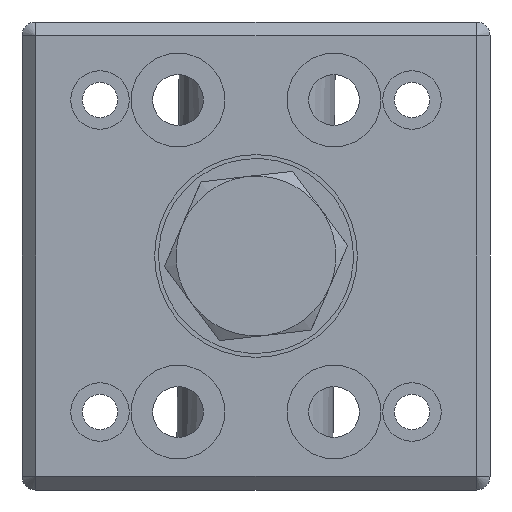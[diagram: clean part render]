
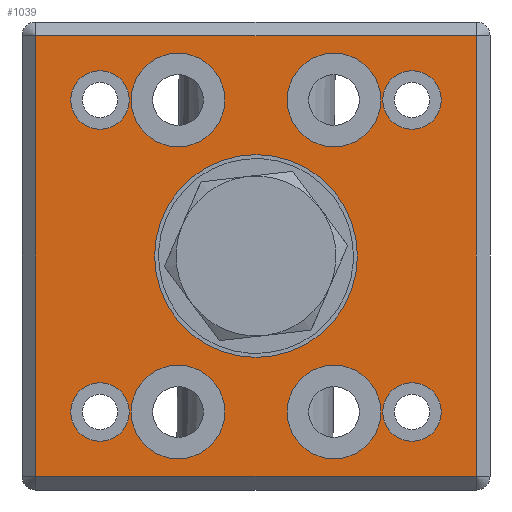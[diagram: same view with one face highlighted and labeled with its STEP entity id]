
A CAD part, front view. The second image highlights one B-rep face of the part: STEP entity #1039.
In plain terms, the highlighted face is planar.
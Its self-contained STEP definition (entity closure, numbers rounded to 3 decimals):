
#43=LINE('',#1813,#83);
#49=LINE('',#1829,#89);
#53=LINE('',#1836,#93);
#57=LINE('',#1847,#97);
#83=VECTOR('',#1347,113.);
#89=VECTOR('',#1363,113.);
#93=VECTOR('',#1369,113.);
#97=VECTOR('',#1383,113.);
#172=PLANE('',#1148);
#201=FACE_BOUND('',#380,.T.);
#202=FACE_BOUND('',#381,.T.);
#203=FACE_BOUND('',#382,.T.);
#204=FACE_BOUND('',#383,.T.);
#205=FACE_BOUND('',#384,.T.);
#206=FACE_BOUND('',#385,.T.);
#207=FACE_BOUND('',#386,.T.);
#208=FACE_BOUND('',#387,.T.);
#209=FACE_BOUND('',#388,.T.);
#288=FACE_OUTER_BOUND('',#379,.T.);
#379=EDGE_LOOP('',(#869,#870,#871,#872));
#380=EDGE_LOOP('',(#873));
#381=EDGE_LOOP('',(#874));
#382=EDGE_LOOP('',(#875));
#383=EDGE_LOOP('',(#876));
#384=EDGE_LOOP('',(#877));
#385=EDGE_LOOP('',(#878));
#386=EDGE_LOOP('',(#879));
#387=EDGE_LOOP('',(#880));
#388=EDGE_LOOP('',(#881));
#483=CIRCLE('',#1149,26.);
#484=CIRCLE('',#1150,7.5);
#485=CIRCLE('',#1151,7.5);
#486=CIRCLE('',#1152,7.5);
#487=CIRCLE('',#1153,7.5);
#488=CIRCLE('',#1154,12.);
#489=CIRCLE('',#1155,12.);
#490=CIRCLE('',#1156,12.);
#491=CIRCLE('',#1157,12.);
#557=VERTEX_POINT('',#1810);
#558=VERTEX_POINT('',#1812);
#563=VERTEX_POINT('',#1827);
#564=VERTEX_POINT('',#1832);
#573=VERTEX_POINT('',#1867);
#574=VERTEX_POINT('',#1869);
#575=VERTEX_POINT('',#1871);
#576=VERTEX_POINT('',#1873);
#577=VERTEX_POINT('',#1875);
#578=VERTEX_POINT('',#1877);
#579=VERTEX_POINT('',#1879);
#580=VERTEX_POINT('',#1881);
#581=VERTEX_POINT('',#1883);
#660=EDGE_CURVE('',#557,#558,#43,.T.);
#668=EDGE_CURVE('',#563,#557,#49,.T.);
#672=EDGE_CURVE('',#558,#564,#53,.T.);
#678=EDGE_CURVE('',#564,#563,#57,.T.);
#688=EDGE_CURVE('',#573,#573,#483,.T.);
#689=EDGE_CURVE('',#574,#574,#484,.T.);
#690=EDGE_CURVE('',#575,#575,#485,.T.);
#691=EDGE_CURVE('',#576,#576,#486,.T.);
#692=EDGE_CURVE('',#577,#577,#487,.T.);
#693=EDGE_CURVE('',#578,#578,#488,.T.);
#694=EDGE_CURVE('',#579,#579,#489,.T.);
#695=EDGE_CURVE('',#580,#580,#490,.T.);
#696=EDGE_CURVE('',#581,#581,#491,.T.);
#869=ORIENTED_EDGE('',*,*,#660,.F.);
#870=ORIENTED_EDGE('',*,*,#668,.F.);
#871=ORIENTED_EDGE('',*,*,#678,.F.);
#872=ORIENTED_EDGE('',*,*,#672,.F.);
#873=ORIENTED_EDGE('',*,*,#688,.T.);
#874=ORIENTED_EDGE('',*,*,#689,.T.);
#875=ORIENTED_EDGE('',*,*,#690,.T.);
#876=ORIENTED_EDGE('',*,*,#691,.T.);
#877=ORIENTED_EDGE('',*,*,#692,.T.);
#878=ORIENTED_EDGE('',*,*,#693,.T.);
#879=ORIENTED_EDGE('',*,*,#694,.T.);
#880=ORIENTED_EDGE('',*,*,#695,.T.);
#881=ORIENTED_EDGE('',*,*,#696,.T.);
#1039=ADVANCED_FACE('',(#288,#201,#202,#203,#204,#205,#206,#207,#208,#209),
#172,.T.);
#1148=AXIS2_PLACEMENT_3D('',#1866,#1403,#1404);
#1149=AXIS2_PLACEMENT_3D('',#1868,#1405,#1406);
#1150=AXIS2_PLACEMENT_3D('',#1870,#1407,#1408);
#1151=AXIS2_PLACEMENT_3D('',#1872,#1409,#1410);
#1152=AXIS2_PLACEMENT_3D('',#1874,#1411,#1412);
#1153=AXIS2_PLACEMENT_3D('',#1876,#1413,#1414);
#1154=AXIS2_PLACEMENT_3D('',#1878,#1415,#1416);
#1155=AXIS2_PLACEMENT_3D('',#1880,#1417,#1418);
#1156=AXIS2_PLACEMENT_3D('',#1882,#1419,#1420);
#1157=AXIS2_PLACEMENT_3D('',#1884,#1421,#1422);
#1347=DIRECTION('',(0.,1.,0.));
#1363=DIRECTION('',(-1.,0.,0.));
#1369=DIRECTION('',(1.,0.,0.));
#1383=DIRECTION('',(0.,-1.,0.));
#1403=DIRECTION('center_axis',(0.,0.,1.));
#1404=DIRECTION('ref_axis',(1.,0.,0.));
#1405=DIRECTION('center_axis',(0.,0.,-1.));
#1406=DIRECTION('ref_axis',(1.,0.,0.));
#1407=DIRECTION('center_axis',(0.,0.,-1.));
#1408=DIRECTION('ref_axis',(1.,0.,0.));
#1409=DIRECTION('center_axis',(0.,0.,-1.));
#1410=DIRECTION('ref_axis',(1.,0.,0.));
#1411=DIRECTION('center_axis',(0.,0.,-1.));
#1412=DIRECTION('ref_axis',(1.,0.,0.));
#1413=DIRECTION('center_axis',(0.,0.,-1.));
#1414=DIRECTION('ref_axis',(1.,0.,0.));
#1415=DIRECTION('center_axis',(0.,0.,-1.));
#1416=DIRECTION('ref_axis',(1.,0.,0.));
#1417=DIRECTION('center_axis',(0.,0.,-1.));
#1418=DIRECTION('ref_axis',(1.,0.,0.));
#1419=DIRECTION('center_axis',(0.,0.,-1.));
#1420=DIRECTION('ref_axis',(1.,0.,0.));
#1421=DIRECTION('center_axis',(0.,0.,-1.));
#1422=DIRECTION('ref_axis',(1.,0.,0.));
#1810=CARTESIAN_POINT('',(-56.5,-56.5,15.));
#1812=CARTESIAN_POINT('',(-56.5,56.5,15.));
#1813=CARTESIAN_POINT('',(-56.5,-30.,15.));
#1827=CARTESIAN_POINT('',(56.5,-56.5,15.));
#1829=CARTESIAN_POINT('',(30.,-56.5,15.));
#1832=CARTESIAN_POINT('',(56.5,56.5,15.));
#1836=CARTESIAN_POINT('',(-30.,56.5,15.));
#1847=CARTESIAN_POINT('',(56.5,30.,15.));
#1866=CARTESIAN_POINT('Origin',(0.,0.,
15.));
#1867=CARTESIAN_POINT('',(26.,0.,15.));
#1868=CARTESIAN_POINT('Origin',(0.,0.,15.));
#1869=CARTESIAN_POINT('',(-32.5,-40.,15.));
#1870=CARTESIAN_POINT('Origin',(-40.,-40.,15.));
#1871=CARTESIAN_POINT('',(47.5,40.,15.));
#1872=CARTESIAN_POINT('Origin',(40.,40.,15.));
#1873=CARTESIAN_POINT('',(-32.5,40.,15.));
#1874=CARTESIAN_POINT('Origin',(-40.,40.,15.));
#1875=CARTESIAN_POINT('',(47.5,-40.,15.));
#1876=CARTESIAN_POINT('Origin',(40.,-40.,15.));
#1877=CARTESIAN_POINT('',(-8.,-40.,15.));
#1878=CARTESIAN_POINT('Origin',(-20.,-40.,15.));
#1879=CARTESIAN_POINT('',(32.,40.,15.));
#1880=CARTESIAN_POINT('Origin',(20.,40.,15.));
#1881=CARTESIAN_POINT('',(-8.,40.,15.));
#1882=CARTESIAN_POINT('Origin',(-20.,40.,15.));
#1883=CARTESIAN_POINT('',(32.,-40.,15.));
#1884=CARTESIAN_POINT('Origin',(20.,-40.,15.));
